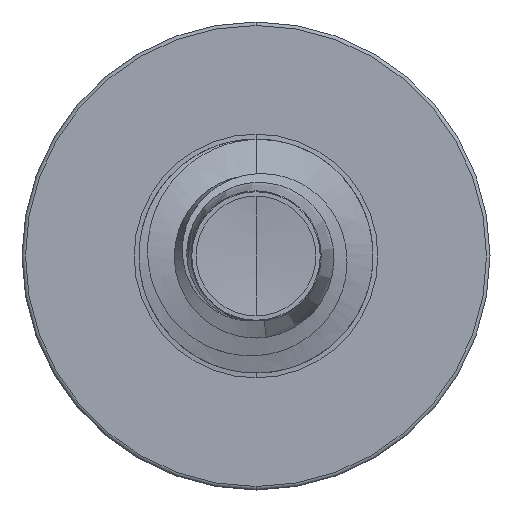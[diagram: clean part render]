
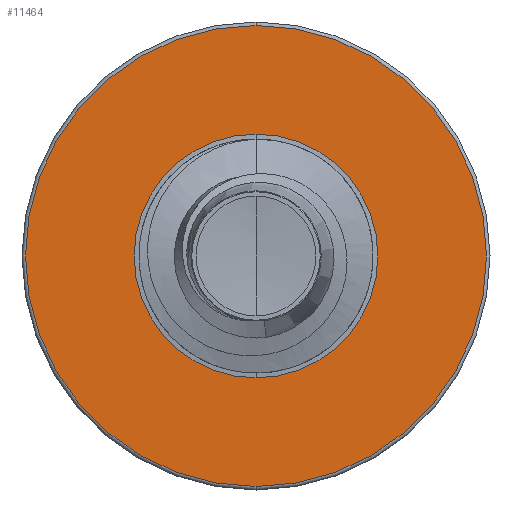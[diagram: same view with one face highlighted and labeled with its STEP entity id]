
A CAD part, front view. The second image highlights one B-rep face of the part: STEP entity #11464.
In plain terms, the highlighted planar face has unit normal (0, -1, 0).
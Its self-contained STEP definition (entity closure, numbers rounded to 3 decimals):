
#836 = CIRCLE ( 'NONE', #7854, 2.955 ) ;
#870 = AXIS2_PLACEMENT_3D ( 'NONE', #10820, #10815, #10806 ) ;
#1167 = VERTEX_POINT ( 'NONE', #6210 ) ;
#1748 = ORIENTED_EDGE ( 'NONE', *, *, #11198, .T. ) ;
#2643 = DIRECTION ( 'NONE',  ( 0., 0., 1. ) ) ;
#2659 = DIRECTION ( 'NONE',  ( 0., 1., 0. ) ) ;
#2711 = CARTESIAN_POINT ( 'NONE',  ( 0., 6., -1.562 ) ) ;
#2912 = EDGE_CURVE ( 'NONE', #3880, #3852, #12653, .T. ) ;
#3362 = PLANE ( 'NONE',  #5924 ) ;
#3852 = VERTEX_POINT ( 'NONE', #8671 ) ;
#3880 = VERTEX_POINT ( 'NONE', #8626 ) ;
#4910 = ORIENTED_EDGE ( 'NONE', *, *, #7576, .F. ) ;
#5924 = AXIS2_PLACEMENT_3D ( 'NONE', #2711, #2659, #2643 ) ;
#6210 = CARTESIAN_POINT ( 'NONE',  ( 0., 6., -2.955 ) ) ;
#7301 = AXIS2_PLACEMENT_3D ( 'NONE', #10097, #9920, #10080 ) ;
#7576 = EDGE_CURVE ( 'NONE', #1167, #12139, #836, .T. ) ;
#7854 = AXIS2_PLACEMENT_3D ( 'NONE', #12672, #10752, #12580 ) ;
#8626 = CARTESIAN_POINT ( 'NONE',  ( 0., 6., -1.562 ) ) ;
#8671 = CARTESIAN_POINT ( 'NONE',  ( 0., 6., 1.562 ) ) ;
#8711 = EDGE_LOOP ( 'NONE', ( #10167, #4910 ) ) ;
#8795 = AXIS2_PLACEMENT_3D ( 'NONE', #10056, #10064, #10019 ) ;
#9440 = FACE_OUTER_BOUND ( 'NONE', #8711, .T. ) ;
#9920 = DIRECTION ( 'NONE',  ( 0., 1., 0. ) ) ;
#10019 = DIRECTION ( 'NONE',  ( 0., 0., 1. ) ) ;
#10056 = CARTESIAN_POINT ( 'NONE',  ( 0., 6., 0. ) ) ;
#10064 = DIRECTION ( 'NONE',  ( 0., 1., 0. ) ) ;
#10080 = DIRECTION ( 'NONE',  ( 0., 0., 1. ) ) ;
#10097 = CARTESIAN_POINT ( 'NONE',  ( 0., 6., 0. ) ) ;
#10167 = ORIENTED_EDGE ( 'NONE', *, *, #11849, .F. ) ;
#10668 = CIRCLE ( 'NONE', #870, 1.562 ) ;
#10752 = DIRECTION ( 'NONE',  ( 0., 1., 0. ) ) ;
#10806 = DIRECTION ( 'NONE',  ( 0., 0., 1. ) ) ;
#10815 = DIRECTION ( 'NONE',  ( 0., 1., 0. ) ) ;
#10820 = CARTESIAN_POINT ( 'NONE',  ( 0., 6., 0. ) ) ;
#11198 = EDGE_CURVE ( 'NONE', #3852, #3880, #10668, .T. ) ;
#11398 = FACE_BOUND ( 'NONE', #12447, .T. ) ;
#11464 = ADVANCED_FACE ( 'NONE', ( #9440, #11398 ), #3362, .F. ) ;
#11849 = EDGE_CURVE ( 'NONE', #12139, #1167, #12058, .T. ) ;
#12058 = CIRCLE ( 'NONE', #7301, 2.955 ) ;
#12139 = VERTEX_POINT ( 'NONE', #12455 ) ;
#12447 = EDGE_LOOP ( 'NONE', ( #1748, #12473 ) ) ;
#12455 = CARTESIAN_POINT ( 'NONE',  ( 0., 6., 2.955 ) ) ;
#12473 = ORIENTED_EDGE ( 'NONE', *, *, #2912, .T. ) ;
#12580 = DIRECTION ( 'NONE',  ( 0., 0., 1. ) ) ;
#12653 = CIRCLE ( 'NONE', #8795, 1.562 ) ;
#12672 = CARTESIAN_POINT ( 'NONE',  ( 0., 6., 0. ) ) ;
